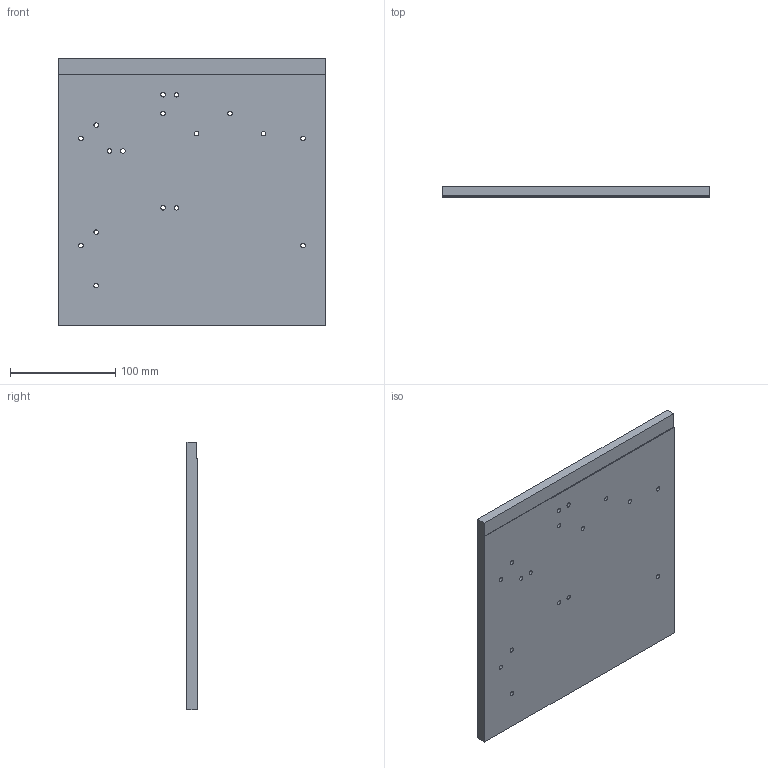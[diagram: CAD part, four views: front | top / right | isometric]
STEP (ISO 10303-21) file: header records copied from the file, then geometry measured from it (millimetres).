
FILE_DESCRIPTION( ( 'Unknown' ), '1' );
FILE_NAME( 'Plate.stp', 'Unknown', ( 'Unknown' ), ( 'Unknown' ), 'PSStep 16.0.42', 'Unknown', ' ' );
FILE_SCHEMA( ( 'AUTOMOTIVE_DESIGN { 1 0 10303 214 1 1 1 1 }' ) );
Length unit declared in the file: millimetre
Products named in the file (1): 1
Bounding box: 254 x 9.53 x 254 mm (x, y, z)
Volume: 606603.8 mm3; surface area: 140223.8 mm2
Topology: 1 solids, 1 shells, 42 faces, 120 edges, 80 vertices
Faces by surface type: cone 17, cylinder 17, plane 8
Full cylindrical faces by diameter (mm): 4.305 x17
Entity records: 1492 total; most frequent: DIRECTION 206, CARTESIAN_POINT 175, ORIENTED_EDGE 138, EDGE_LOOP 110, AXIS2_PLACEMENT_3D 94, EDGE_CURVE 69, VERTEX_POINT 63, FACE_OUTER_BOUND 59
